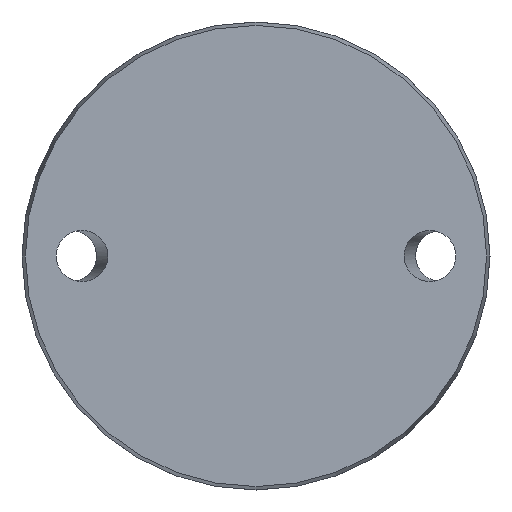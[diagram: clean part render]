
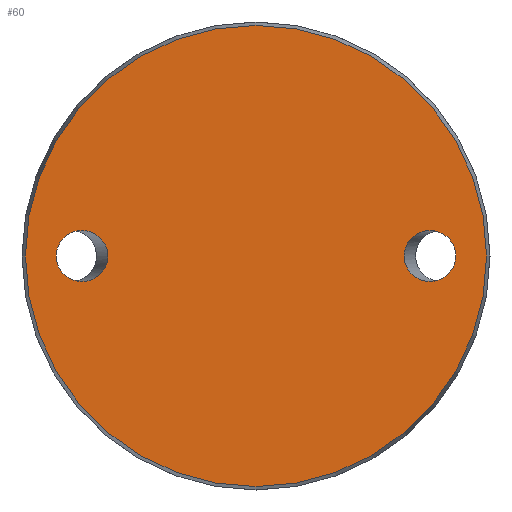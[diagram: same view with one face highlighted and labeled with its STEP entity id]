
A CAD part, front view. The second image highlights one B-rep face of the part: STEP entity #60.
In plain terms, the highlighted planar face has unit normal (0, -1, 0).
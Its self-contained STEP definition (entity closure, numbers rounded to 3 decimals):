
#60 = ADVANCED_FACE ( 'NONE', ( #214, #77, #94 ), #681, .F. ) ;
#67 = VERTEX_POINT ( 'NONE', #955 ) ;
#77 = FACE_BOUND ( 'NONE', #739, .T. ) ;
#94 = FACE_OUTER_BOUND ( 'NONE', #653, .T. ) ;
#104 = CIRCLE ( 'NONE', #865, 38.425 ) ;
#106 = EDGE_CURVE ( 'NONE', #724, #724, #243, .T. ) ;
#214 = FACE_BOUND ( 'NONE', #728, .T. ) ;
#221 = CARTESIAN_POINT ( 'NONE',  ( 24.691, 0., -8.5 ) ) ;
#243 =( BOUNDED_CURVE ( )  B_SPLINE_CURVE ( 3, ( #657, #221, #517, #535, #321, #540, #811 ),
 .UNSPECIFIED., .T., .F. ) 
 B_SPLINE_CURVE_WITH_KNOTS ( ( 4, 3, 4 ),
 ( 0., 3.142, 6.283 ),
 .UNSPECIFIED. ) 
 CURVE ( )  GEOMETRIC_REPRESENTATION_ITEM ( )  RATIONAL_B_SPLINE_CURVE ( ( 1., 0.333, 0.333, 1., 0.333, 0.333, 1. ) ) 
 REPRESENTATION_ITEM ( '' )  );
#265 = CARTESIAN_POINT ( 'NONE',  ( -24.691, 0., -8.5 ) ) ;
#268 = CARTESIAN_POINT ( 'NONE',  ( -33.309, 0., -8.5 ) ) ;
#307 = VERTEX_POINT ( 'NONE', #379 ) ;
#321 = CARTESIAN_POINT ( 'NONE',  ( 33.309, 0., 8.5 ) ) ;
#326 = DIRECTION ( 'NONE',  ( 0., 0., 1. ) ) ;
#337 = AXIS2_PLACEMENT_3D ( 'NONE', #884, #464, #326 ) ;
#379 = CARTESIAN_POINT ( 'NONE',  ( 0., 0., -38.425 ) ) ;
#464 = DIRECTION ( 'NONE',  ( 0., 1., 0. ) ) ;
#465 = CARTESIAN_POINT ( 'NONE',  ( 0., 0., 0. ) ) ;
#480 = EDGE_CURVE ( 'NONE', #67, #67, #700, .T. ) ;
#517 = CARTESIAN_POINT ( 'NONE',  ( 33.309, 0., -8.5 ) ) ;
#520 = CARTESIAN_POINT ( 'NONE',  ( 24.691, 0., 0. ) ) ;
#535 = CARTESIAN_POINT ( 'NONE',  ( 33.309, 0., 0. ) ) ;
#540 = CARTESIAN_POINT ( 'NONE',  ( 24.691, 0., 8.5 ) ) ;
#557 = CARTESIAN_POINT ( 'NONE',  ( -33.309, 0., 0. ) ) ;
#603 = CARTESIAN_POINT ( 'NONE',  ( -24.691, 0., 0. ) ) ;
#623 = CARTESIAN_POINT ( 'NONE',  ( -33.309, 0., 0. ) ) ;
#646 = ORIENTED_EDGE ( 'NONE', *, *, #480, .T. ) ;
#653 = EDGE_LOOP ( 'NONE', ( #686 ) ) ;
#657 = CARTESIAN_POINT ( 'NONE',  ( 24.691, 0., 0. ) ) ;
#681 = PLANE ( 'NONE',  #337 ) ;
#686 = ORIENTED_EDGE ( 'NONE', *, *, #902, .T. ) ;
#700 =( BOUNDED_CURVE ( )  B_SPLINE_CURVE ( 3, ( #623, #858, #705, #603, #265, #268, #557 ),
 .UNSPECIFIED., .T., .F. ) 
 B_SPLINE_CURVE_WITH_KNOTS ( ( 4, 3, 4 ),
 ( 0., 3.142, 6.283 ),
 .UNSPECIFIED. ) 
 CURVE ( )  GEOMETRIC_REPRESENTATION_ITEM ( )  RATIONAL_B_SPLINE_CURVE ( ( 1., 0.333, 0.333, 1., 0.333, 0.333, 1. ) ) 
 REPRESENTATION_ITEM ( '' )  );
#705 = CARTESIAN_POINT ( 'NONE',  ( -24.691, 0., 8.5 ) ) ;
#723 = ORIENTED_EDGE ( 'NONE', *, *, #106, .F. ) ;
#724 = VERTEX_POINT ( 'NONE', #520 ) ;
#728 = EDGE_LOOP ( 'NONE', ( #646 ) ) ;
#739 = EDGE_LOOP ( 'NONE', ( #723 ) ) ;
#761 = DIRECTION ( 'NONE',  ( 0., -1., 0. ) ) ;
#811 = CARTESIAN_POINT ( 'NONE',  ( 24.691, 0., 0. ) ) ;
#837 = DIRECTION ( 'NONE',  ( 0., 0., -1. ) ) ;
#858 = CARTESIAN_POINT ( 'NONE',  ( -33.309, 0., 8.5 ) ) ;
#865 = AXIS2_PLACEMENT_3D ( 'NONE', #465, #761, #837 ) ;
#884 = CARTESIAN_POINT ( 'NONE',  ( -38.425, 0., 0. ) ) ;
#902 = EDGE_CURVE ( 'NONE', #307, #307, #104, .T. ) ;
#955 = CARTESIAN_POINT ( 'NONE',  ( -33.309, 0., 0. ) ) ;
